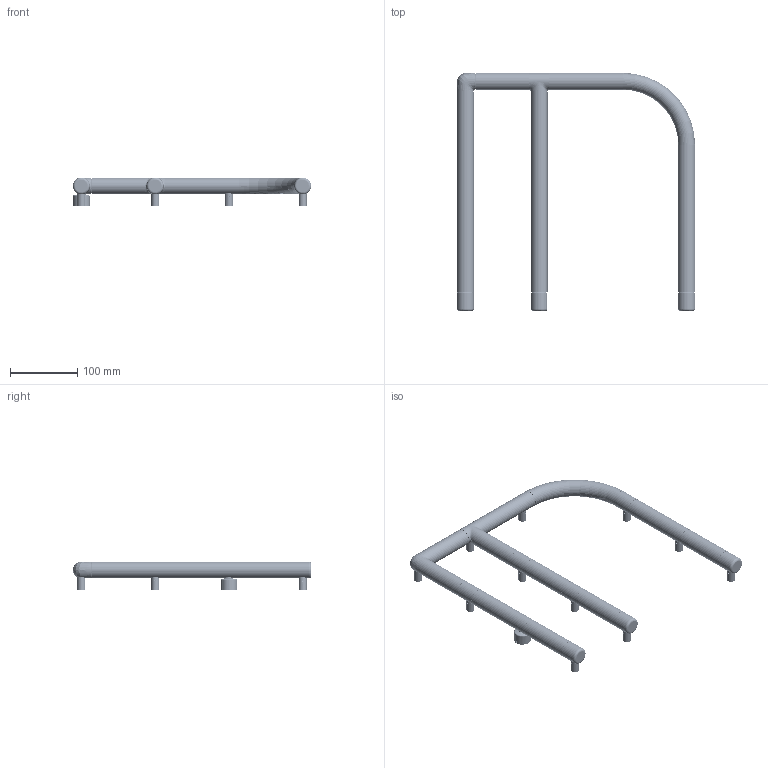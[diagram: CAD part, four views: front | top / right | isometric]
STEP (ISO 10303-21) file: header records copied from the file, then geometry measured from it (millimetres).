
FILE_DESCRIPTION(/* description */ (''),/* implementation_level */ '2;1');
FILE_NAME(/* name */ '1215M00_--A.O.L. L.M. LETTERA M.stp',/* time_stamp */ '2023-07-26T12:38:03+02:00',/* author */ (''),/* organization */ (''),/* preprocessor_version */ 'ST-DEVELOPER v19.3',/* originating_system */ 'SIEMENS PLM Software NX2212.5000',/* authorisation */ '');
FILE_SCHEMA (('AUTOMOTIVE_DESIGN { 1 0 10303 214 3 1 1 1 }'));
Length unit declared in the file: millimetre
Products named in the file (1): -_objects
Bounding box: 354.73 x 354.75 x 43 mm (x, y, z)
Volume: 296794.8 mm3; surface area: 263704.8 mm2
Topology: 70 solids, 70 shells, 4109 faces, 10813 edges, 7017 vertices
Faces by surface type: plane 1624, cylinder 943, cone 678, bspline 493, torus 371
Full cylindrical faces by diameter (mm): 1.5 x44, 2 x1, 2.05 x13, 2.125 x22, 2.7 x22, 3.2 x11, 4 x1, 4.1 x11, 5.3 x11, 6.8 x11, 7.6 x11, 8.4 x1, 9 x11, 10 x1, 12 x13, 17.6 x1, 19.4 x1, 21.6 x2, 22 x1, 25 x1
Entity records: 161494 total; most frequent: CARTESIAN_POINT 61434, DIRECTION 21059, ORIENTED_EDGE 20538, EDGE_CURVE 10269, AXIS2_PLACEMENT_3D 8092, VERTEX_POINT 6839, LINE 4875, VECTOR 4875
